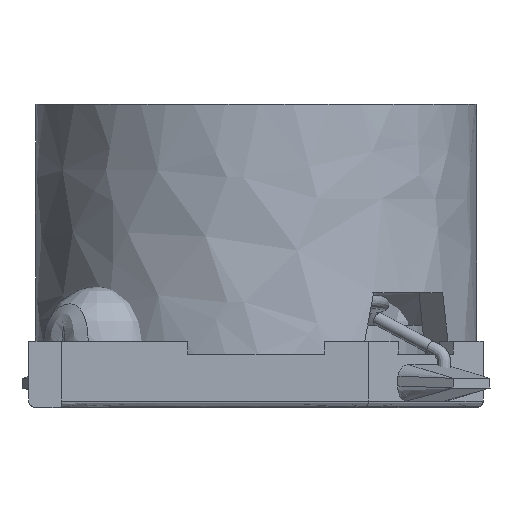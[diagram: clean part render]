
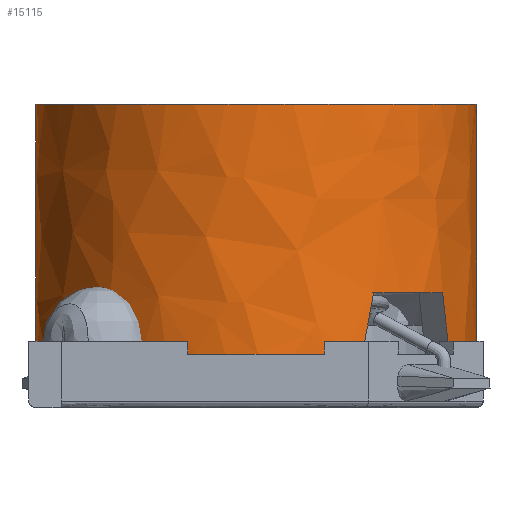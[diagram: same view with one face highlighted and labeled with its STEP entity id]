
A CAD part, front view. The second image highlights one B-rep face of the part: STEP entity #15115.
In plain terms, the highlighted free-form (B-spline) face has degree [2, 1] with [7, 2] control points.
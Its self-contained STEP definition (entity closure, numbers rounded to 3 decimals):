
#14845=CARTESIAN_POINT('',(1.637,-2.98,-0.2));
#14846=VERTEX_POINT('',#14845);
#14862=CARTESIAN_POINT('',(1.815,-2.875,0.75));
#14863=VERTEX_POINT('',#14862);
#14869=CARTESIAN_POINT('',(1.815,-2.875,0.75));
#14870=CARTESIAN_POINT('',(1.727,-2.93,0.271));
#14871=CARTESIAN_POINT('',(1.637,-2.98,-0.2));
#14872=(BOUNDED_CURVE()B_SPLINE_CURVE(2,(#14869,#14870,#14871),.UNSPECIFIED.,.F.,.U.)B_SPLINE_CURVE_WITH_KNOTS((3,3),(0.,1.),.UNSPECIFIED.)CURVE()GEOMETRIC_REPRESENTATION_ITEM()RATIONAL_B_SPLINE_CURVE((0.75,0.75,0.75))REPRESENTATION_ITEM(''));
#14873=EDGE_CURVE('',#14863,#14846,#14872,.T.);
#14883=CARTESIAN_POINT('',(-2.98,1.637,-0.2));
#14884=VERTEX_POINT('',#14883);
#14885=CARTESIAN_POINT('',(-2.98,1.637,-0.2));
#14886=CARTESIAN_POINT('',(-4.582,-1.28,-0.2));
#14887=CARTESIAN_POINT('',(-1.7,-2.944,-0.2));
#14888=CARTESIAN_POINT('',(-0.042,-3.902,-0.2));
#14889=CARTESIAN_POINT('',(1.637,-2.98,-0.2));
#14890=(BOUNDED_CURVE()B_SPLINE_CURVE(2,(#14885,#14886,#14887,#14888,#14889),.CIRCULAR_ARC.,.F.,.U.)B_SPLINE_CURVE_WITH_KNOTS((3,2,3),(0.426,0.667,0.83),.UNSPECIFIED.)CURVE()GEOMETRIC_REPRESENTATION_ITEM()RATIONAL_B_SPLINE_CURVE((0.799,0.639,1.,0.755,0.75))REPRESENTATION_ITEM(''));
#14891=EDGE_CURVE('',#14884,#14846,#14890,.T.);
#15013=CARTESIAN_POINT('',(2.875,-1.815,0.75));
#15014=VERTEX_POINT('',#15013);
#15020=CARTESIAN_POINT('',(2.875,-1.815,0.75));
#15021=CARTESIAN_POINT('',(2.465,-2.465,0.75));
#15022=CARTESIAN_POINT('',(1.815,-2.875,0.75));
#15023=(BOUNDED_CURVE()B_SPLINE_CURVE(2,(#15020,#15021,#15022),.CIRCULAR_ARC.,.F.,.U.)B_SPLINE_CURVE_WITH_KNOTS((3,3),(0.839,0.905),.UNSPECIFIED.)CURVE()GEOMETRIC_REPRESENTATION_ITEM()RATIONAL_B_SPLINE_CURVE((0.796,0.754,0.75))REPRESENTATION_ITEM(''));
#15024=EDGE_CURVE('',#15014,#14863,#15023,.T.);
#15029=CARTESIAN_POINT('',(3.4,0.,3.65));
#15030=CARTESIAN_POINT('',(3.4,0.,-0.2));
#15031=CARTESIAN_POINT('',(3.4,5.889,3.65));
#15032=CARTESIAN_POINT('',(3.4,5.889,-0.2));
#15033=CARTESIAN_POINT('',(-1.7,2.944,3.65));
#15034=CARTESIAN_POINT('',(-1.7,2.944,-0.2));
#15035=CARTESIAN_POINT('',(-6.8,0.,3.65));
#15036=CARTESIAN_POINT('',(-6.8,0.,-0.2));
#15037=CARTESIAN_POINT('',(-1.7,-2.944,3.65));
#15038=CARTESIAN_POINT('',(-1.7,-2.944,-0.2));
#15039=CARTESIAN_POINT('',(3.4,-5.889,3.65));
#15040=CARTESIAN_POINT('',(3.4,-5.889,-0.2));
#15041=CARTESIAN_POINT('',(3.4,0.,3.65));
#15042=CARTESIAN_POINT('',(3.4,0.,-0.2));
#15043=(BOUNDED_SURFACE()B_SPLINE_SURFACE(2,1,((#15029,#15030),(#15031,#15032),(#15033,#15034),(#15035,#15036),(#15037,#15038),(#15039,#15040),(#15041,#15042)),.CYLINDRICAL_SURF.,.T.,.F.,.U.)B_SPLINE_SURFACE_WITH_KNOTS((3,2,2,3),(2,2),(0.,0.333,0.667,1.),(0.,1.),.UNSPECIFIED.)GEOMETRIC_REPRESENTATION_ITEM()RATIONAL_B_SPLINE_SURFACE(((1.,1.),(0.5,0.5),(1.,1.),(0.5,0.5),(1.,1.),(0.5,0.5),(1.,1.)))REPRESENTATION_ITEM('')SURFACE());
#15044=CARTESIAN_POINT('',(3.4,0.,3.65));
#15045=VERTEX_POINT('',#15044);
#15046=CARTESIAN_POINT('',(3.4,0.,3.65));
#15047=CARTESIAN_POINT('',(3.4,5.889,3.65));
#15048=CARTESIAN_POINT('',(-1.7,2.944,3.65));
#15049=CARTESIAN_POINT('',(-6.8,0.,3.65));
#15050=CARTESIAN_POINT('',(-1.7,-2.944,3.65));
#15051=CARTESIAN_POINT('',(3.4,-5.889,3.65));
#15052=CARTESIAN_POINT('',(3.4,0.,3.65));
#15053=(BOUNDED_CURVE()B_SPLINE_CURVE(2,(#15046,#15047,#15048,#15049,#15050,#15051,#15052),.CIRCULAR_ARC.,.T.,.U.)B_SPLINE_CURVE_WITH_KNOTS((3,2,2,3),(0.,0.333,0.667,1.),.UNSPECIFIED.)CURVE()GEOMETRIC_REPRESENTATION_ITEM()RATIONAL_B_SPLINE_CURVE((1.,0.5,1.,0.5,1.,0.5,1.))REPRESENTATION_ITEM(''));
#15054=EDGE_CURVE('',#15045,#15045,#15053,.T.);
#15055=ORIENTED_EDGE('',*,*,#15054,.T.);
#15056=CARTESIAN_POINT('',(3.4,0.,-0.2));
#15057=VERTEX_POINT('',#15056);
#15058=CARTESIAN_POINT('',(3.4,0.,3.65));
#15059=CARTESIAN_POINT('',(3.4,0.,-0.2));
#15060=B_SPLINE_CURVE_WITH_KNOTS('',1,(#15058,#15059),.POLYLINE_FORM.,.F.,.U.,(2,2),(0.,1.),.UNSPECIFIED.);
#15061=EDGE_CURVE('',#15045,#15057,#15060,.T.);
#15062=ORIENTED_EDGE('',*,*,#15061,.T.);
#15063=CARTESIAN_POINT('',(2.98,-1.637,-0.2));
#15064=VERTEX_POINT('',#15063);
#15065=CARTESIAN_POINT('',(2.98,-1.637,-0.2));
#15066=CARTESIAN_POINT('',(3.4,-0.872,-0.2));
#15067=CARTESIAN_POINT('',(3.4,0.,-0.2));
#15068=(BOUNDED_CURVE()B_SPLINE_CURVE(2,(#15065,#15066,#15067),.CIRCULAR_ARC.,.F.,.U.)B_SPLINE_CURVE_WITH_KNOTS((3,3),(0.914,1.),.UNSPECIFIED.)CURVE()GEOMETRIC_REPRESENTATION_ITEM()RATIONAL_B_SPLINE_CURVE((0.809,0.871,1.))REPRESENTATION_ITEM(''));
#15069=EDGE_CURVE('',#15064,#15057,#15068,.T.);
#15070=ORIENTED_EDGE('',*,*,#15069,.F.);
#15071=CARTESIAN_POINT('',(2.98,-1.637,-0.2));
#15072=CARTESIAN_POINT('',(2.93,-1.727,0.271));
#15073=CARTESIAN_POINT('',(2.875,-1.815,0.75));
#15074=(BOUNDED_CURVE()B_SPLINE_CURVE(2,(#15071,#15072,#15073),.UNSPECIFIED.,.F.,.U.)B_SPLINE_CURVE_WITH_KNOTS((3,3),(0.,1.),.UNSPECIFIED.)CURVE()GEOMETRIC_REPRESENTATION_ITEM()RATIONAL_B_SPLINE_CURVE((0.809,0.802,0.796))REPRESENTATION_ITEM(''));
#15075=EDGE_CURVE('',#15064,#15014,#15074,.T.);
#15076=ORIENTED_EDGE('',*,*,#15075,.T.);
#15077=ORIENTED_EDGE('',*,*,#15024,.T.);
#15078=ORIENTED_EDGE('',*,*,#14873,.T.);
#15079=ORIENTED_EDGE('',*,*,#14891,.F.);
#15080=CARTESIAN_POINT('',(-2.875,1.815,0.75));
#15081=VERTEX_POINT('',#15080);
#15082=CARTESIAN_POINT('',(-2.98,1.637,-0.2));
#15083=CARTESIAN_POINT('',(-2.93,1.727,0.271));
#15084=CARTESIAN_POINT('',(-2.875,1.815,0.75));
#15085=(BOUNDED_CURVE()B_SPLINE_CURVE(2,(#15082,#15083,#15084),.UNSPECIFIED.,.F.,.U.)B_SPLINE_CURVE_WITH_KNOTS((3,3),(0.,1.),.UNSPECIFIED.)CURVE()GEOMETRIC_REPRESENTATION_ITEM()RATIONAL_B_SPLINE_CURVE((0.799,0.806,0.813))REPRESENTATION_ITEM(''));
#15086=EDGE_CURVE('',#14884,#15081,#15085,.T.);
#15087=ORIENTED_EDGE('',*,*,#15086,.T.);
#15088=CARTESIAN_POINT('',(-1.815,2.875,0.75));
#15089=VERTEX_POINT('',#15088);
#15090=CARTESIAN_POINT('',(-2.875,1.815,0.75));
#15091=CARTESIAN_POINT('',(-2.465,2.465,0.75));
#15092=CARTESIAN_POINT('',(-1.815,2.875,0.75));
#15093=(BOUNDED_CURVE()B_SPLINE_CURVE(2,(#15090,#15091,#15092),.CIRCULAR_ARC.,.F.,.U.)B_SPLINE_CURVE_WITH_KNOTS((3,3),(0.341,0.417),.UNSPECIFIED.)CURVE()GEOMETRIC_REPRESENTATION_ITEM()RATIONAL_B_SPLINE_CURVE((0.813,0.87,0.978))REPRESENTATION_ITEM(''));
#15094=EDGE_CURVE('',#15081,#15089,#15093,.T.);
#15095=ORIENTED_EDGE('',*,*,#15094,.T.);
#15096=CARTESIAN_POINT('',(-1.637,2.98,-0.2));
#15097=VERTEX_POINT('',#15096);
#15098=CARTESIAN_POINT('',(-1.815,2.875,0.75));
#15099=CARTESIAN_POINT('',(-1.758,2.911,0.44));
#15100=CARTESIAN_POINT('',(-1.7,2.944,0.133));
#15101=CARTESIAN_POINT('',(-1.669,2.963,-0.034));
#15102=CARTESIAN_POINT('',(-1.637,2.98,-0.2));
#15103=(BOUNDED_CURVE()B_SPLINE_CURVE(2,(#15098,#15099,#15100,#15101,#15102),.UNSPECIFIED.,.F.,.U.)B_SPLINE_CURVE_WITH_KNOTS((3,2,3),(0.,0.647,1.),.UNSPECIFIED.)CURVE()GEOMETRIC_REPRESENTATION_ITEM()RATIONAL_B_SPLINE_CURVE((0.978,0.989,1.,0.994,0.988))REPRESENTATION_ITEM(''));
#15104=EDGE_CURVE('',#15089,#15097,#15103,.T.);
#15105=ORIENTED_EDGE('',*,*,#15104,.T.);
#15106=CARTESIAN_POINT('',(3.4,0.,-0.2));
#15107=CARTESIAN_POINT('',(3.4,5.746,-0.2));
#15108=CARTESIAN_POINT('',(-1.637,2.98,-0.2));
#15109=(BOUNDED_CURVE()B_SPLINE_CURVE(2,(#15106,#15107,#15108),.CIRCULAR_ARC.,.F.,.U.)B_SPLINE_CURVE_WITH_KNOTS((3,3),(0.,0.329),.UNSPECIFIED.)CURVE()GEOMETRIC_REPRESENTATION_ITEM()RATIONAL_B_SPLINE_CURVE((1.,0.506,0.988))REPRESENTATION_ITEM(''));
#15110=EDGE_CURVE('',#15057,#15097,#15109,.T.);
#15111=ORIENTED_EDGE('',*,*,#15110,.F.);
#15112=ORIENTED_EDGE('',*,*,#15061,.F.);
#15113=EDGE_LOOP('',(#15055,#15062,#15070,#15076,#15077,#15078,#15079,#15087,#15095,#15105,#15111,#15112));
#15114=FACE_OUTER_BOUND('',#15113,.F.);
#15115=ADVANCED_FACE('',(#15114),#15043,.F.);
